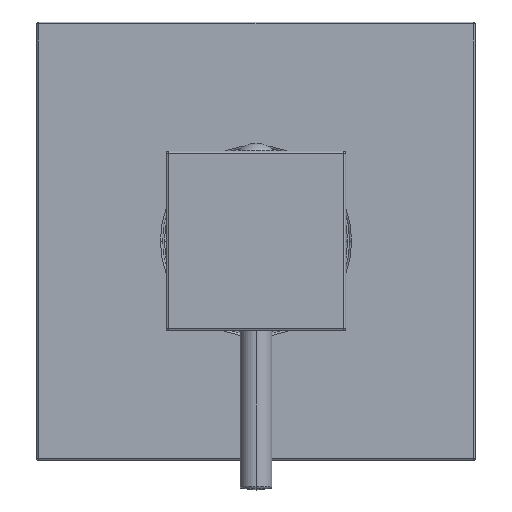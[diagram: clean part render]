
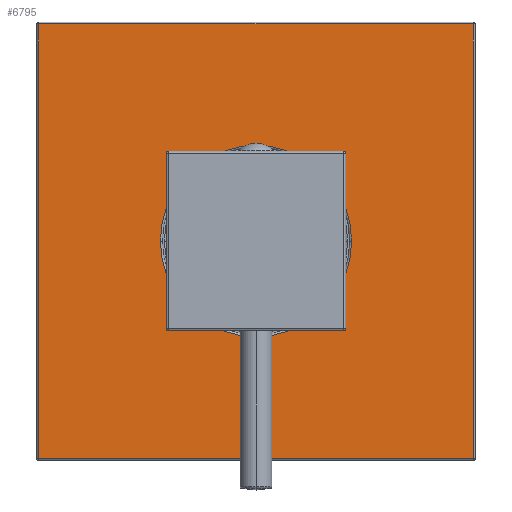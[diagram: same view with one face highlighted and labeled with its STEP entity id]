
A CAD part, top view. The second image highlights one B-rep face of the part: STEP entity #6795.
In plain terms, the highlighted planar face has unit normal (0, 0, 1).
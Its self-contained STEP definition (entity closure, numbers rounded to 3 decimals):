
#5418=DIRECTION('',(0.,-1.,0.));
#5419=VECTOR('',#5418,109.);
#5420=CARTESIAN_POINT('',(-54.5,54.5,-2.));
#5421=LINE('',#5420,#5419);
#5422=DIRECTION('',(-1.,0.,0.));
#5423=VECTOR('',#5422,109.);
#5424=CARTESIAN_POINT('',(54.5,54.5,-2.));
#5425=LINE('',#5424,#5423);
#5426=DIRECTION('',(0.,1.,0.));
#5427=VECTOR('',#5426,109.);
#5428=CARTESIAN_POINT('',(54.5,-54.5,-2.));
#5429=LINE('',#5428,#5427);
#5430=DIRECTION('',(1.,0.,0.));
#5431=VECTOR('',#5430,109.);
#5432=CARTESIAN_POINT('',(-54.5,-54.5,-2.));
#5433=LINE('',#5432,#5431);
#5434=CARTESIAN_POINT('',(0.,0.,-2.));
#5435=DIRECTION('',(0.,0.,-1.));
#5436=DIRECTION('',(1.,0.,0.));
#5437=AXIS2_PLACEMENT_3D('',#5434,#5435,#5436);
#5439=CARTESIAN_POINT('',(0.,0.,-2.));
#5440=DIRECTION('',(0.,0.,-1.));
#5441=DIRECTION('',(-1.,0.,0.));
#5442=AXIS2_PLACEMENT_3D('',#5439,#5440,#5441);
#5857=CARTESIAN_POINT('',(-54.5,54.5,-2.));
#5858=CARTESIAN_POINT('',(-54.5,-54.5,-2.));
#5859=VERTEX_POINT('',#5857);
#5860=VERTEX_POINT('',#5858);
#5865=CARTESIAN_POINT('',(54.5,-54.5,-2.));
#5866=VERTEX_POINT('',#5865);
#5871=CARTESIAN_POINT('',(54.5,54.5,-2.));
#5872=VERTEX_POINT('',#5871);
#5925=CARTESIAN_POINT('',(24.,0.,-2.));
#5926=CARTESIAN_POINT('',(-24.,0.,-2.));
#5927=VERTEX_POINT('',#5925);
#5928=VERTEX_POINT('',#5926);
#6775=CARTESIAN_POINT('',(0.,0.,-2.));
#6776=DIRECTION('',(0.,0.,1.));
#6777=DIRECTION('',(-1.,0.,0.));
#6778=AXIS2_PLACEMENT_3D('',#6775,#6776,#6777);
#6779=PLANE('',#6778);
#6781=ORIENTED_EDGE('',*,*,#6780,.F.);
#6782=ORIENTED_EDGE('',*,*,#6758,.F.);
#6784=ORIENTED_EDGE('',*,*,#6783,.F.);
#6786=ORIENTED_EDGE('',*,*,#6785,.F.);
#6787=EDGE_LOOP('',(#6781,#6782,#6784,#6786));
#6788=FACE_OUTER_BOUND('',#6787,.F.);
#6790=ORIENTED_EDGE('',*,*,#6789,.F.);
#6792=ORIENTED_EDGE('',*,*,#6791,.F.);
#6793=EDGE_LOOP('',(#6790,#6792));
#6794=FACE_BOUND('',#6793,.F.);
#6795=ADVANCED_FACE('',(#6788,#6794),#6779,.T.);
#5438=CIRCLE('',#5437,24.);
#5443=CIRCLE('',#5442,24.);
#6758=EDGE_CURVE('',#5872,#5859,#5425,.T.);
#6780=EDGE_CURVE('',#5859,#5860,#5421,.T.);
#6783=EDGE_CURVE('',#5866,#5872,#5429,.T.);
#6785=EDGE_CURVE('',#5860,#5866,#5433,.T.);
#6789=EDGE_CURVE('',#5927,#5928,#5438,.T.);
#6791=EDGE_CURVE('',#5928,#5927,#5443,.T.);
